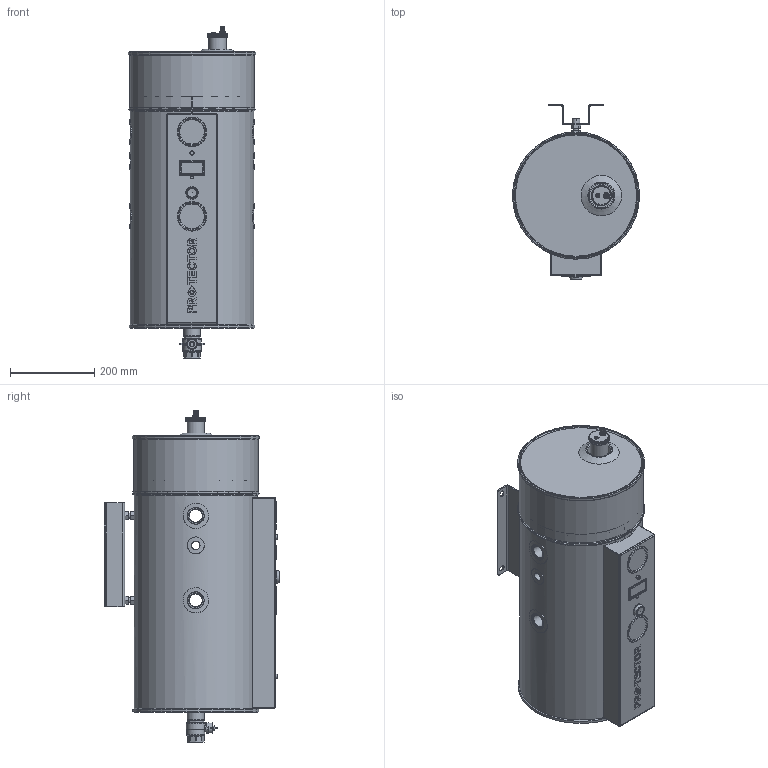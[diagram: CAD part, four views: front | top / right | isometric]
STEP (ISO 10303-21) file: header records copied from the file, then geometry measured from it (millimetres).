
FILE_DESCRIPTION(/* description */ ('Unknown'),/* implementation_level */ '2;1');
FILE_NAME(/* name */ 'PROTECTOR_MINI_3D',/* time_stamp */ '2020-10-13T14:43:44+02:00',/* author */ ('Unknown'),/* organization */ ('Unknown'),/* preprocessor_version */ 'ST-DEVELOPER v16.7',/* originating_system */ 'Solid Edge',/* authorisation */ 'Unknown');
FILE_SCHEMA (('AUTOMOTIVE_DESIGN {1 0 10303 214 3 1 1}'));
Products named in the file (26): PRBG MINI 1 POLLICE F; ASCRP0041; CARCD0001; CARCD0004; ASCRP0041_620_1.083_Saldatura d'angolo 8_oa_0; ASCRP0041_620_1.083_Saldatura d'angolo 8_oa_1; ASCRP0041_620_1.083_Saldatura d'angolo 8_oa_2; ASCRP0041_620_1.083_Saldatura d'angolo 8_oa_3; ASCRP0041_620_1.083_Saldatura d'angolo 8_oa_4; ASCRP0041_620_1.083_Saldatura d'angolo 8_oa_5; CAVIT0055; CAVIT0046; CASCM0002; CAVLV0020_CHIUSA; CARCD0029; SCRITTA PROTECTOR MINI; Amperometro GEIR; CAVIT0018; CAVIT0059; CAVIT0041; CDLAM0095; COIBENTAZIONE MINI; COPERCHIO COIBENTATO MINI; CASCM0007; CDLAM0048; RED BUTTON 800FM-F4
Assembly tree (33 placements, depth 3):
  PRBG MINI 1 POLLICE F
    ASCRP0041
      CARCD0001  x2
      CARCD0004  x5
      CAVIT0055  x2
      CAVIT0046  x2
    CASCM0002  x2
    CAVLV0020_CHIUSA
    CARCD0029  x2
    SCRITTA PROTECTOR MINI
    Amperometro GEIR
    CAVIT0018  x4
    CAVIT0059  x2
    CAVIT0041  x2
    CDLAM0095
    COIBENTAZIONE MINI
    COPERCHIO COIBENTATO MINI
    CASCM0007
    CDLAM0048
    RED BUTTON 800FM-F4
  ASCRP0041_620_1.083_Saldatura d'angolo 8_oa_0
  ASCRP0041_620_1.083_Saldatura d'angolo 8_oa_1
  ASCRP0041_620_1.083_Saldatura d'angolo 8_oa_2
  ASCRP0041_620_1.083_Saldatura d'angolo 8_oa_3
Bounding box: 301 x 415.23 x 786.09 mm (x, y, z)
Volume: 17386451.2 mm3; surface area: 2001364.9 mm2
Topology: 41 solids, 46 shells, 2517 faces, 6411 edges, 4166 vertices
Faces by surface type: plane 1427, cylinder 601, cone 233, bspline 204, torus 40, sphere 12
Full cylindrical faces by diameter (mm): 2 x4, 2.586 x4, 4.917 x2, 6 x2, 7.3 x1, 8 x2, 9 x3, 9.3 x1, 10 x2, 10.106 x6, 11.445 x4, 11.5 x2, 12 x3, 12.957 x2, 13.157 x6, 15.4 x1, 18 x5, 20 x2, 20.35 x1, 20.4 x1, 20.9 x1, 23 x1, 23.7 x1, 24 x3, 25 x1, 29 x1, 29.4 x1, 29.6 x1, 30.291 x6, 33.249 x1
Entity records: 92488 total; most frequent: CARTESIAN_POINT 35562, ORIENTED_EDGE 10174, DIRECTION 8043, EDGE_CURVE 5087, VERTEX_POINT 3425, AXIS2_PLACEMENT_3D 2830, EDGE_LOOP 2444, FACE_BOUND 2444
